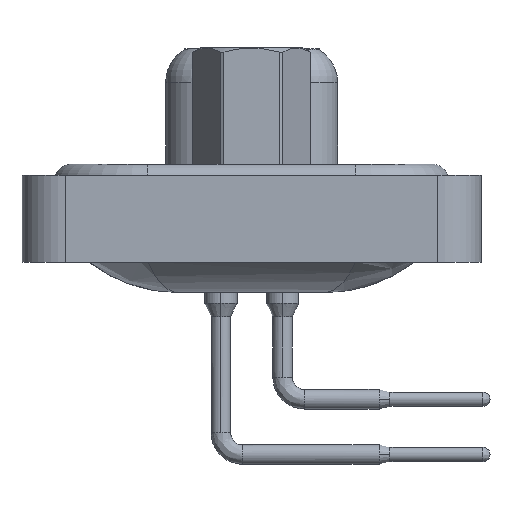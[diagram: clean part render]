
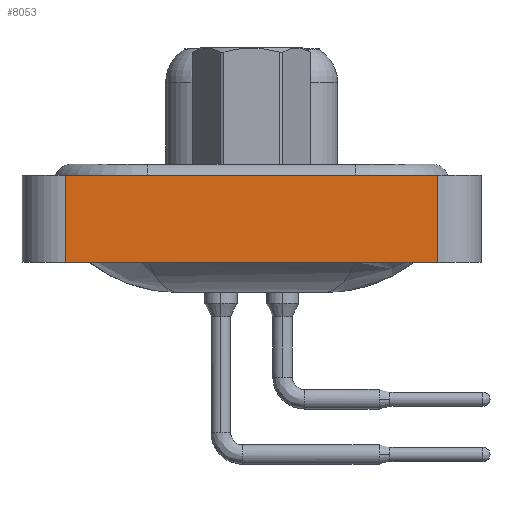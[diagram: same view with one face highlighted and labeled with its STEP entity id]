
A CAD part, left-side view. The second image highlights one B-rep face of the part: STEP entity #8053.
In plain terms, the highlighted planar face has unit normal (-1, 0, 0).
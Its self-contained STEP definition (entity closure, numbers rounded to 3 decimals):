
#765 = ORIENTED_EDGE ( 'NONE', *, *, #7992, .F. ) ;
#1008 = DIRECTION ( 'NONE',  ( 0., 0., 1. ) ) ;
#1386 = AXIS2_PLACEMENT_3D ( 'NONE', #10134, #6395, #19589 ) ;
#1745 = EDGE_CURVE ( 'NONE', #10009, #16687, #18377, .T. ) ;
#1836 = LINE ( 'NONE', #20085, #21324 ) ;
#1884 = VECTOR ( 'NONE', #9719, 1000. ) ;
#2132 = ORIENTED_EDGE ( 'NONE', *, *, #9315, .T. ) ;
#2508 = CARTESIAN_POINT ( 'NONE',  ( -7.285, 8.55, -3.6 ) ) ;
#3903 = VECTOR ( 'NONE', #7649, 1000. ) ;
#4810 = EDGE_LOOP ( 'NONE', ( #22949, #765, #14071, #2132 ) ) ;
#5499 = VERTEX_POINT ( 'NONE', #2508 ) ;
#6395 = DIRECTION ( 'NONE',  ( -1., 0., 0. ) ) ;
#7649 = DIRECTION ( 'NONE',  ( 0., 0., 1. ) ) ;
#7992 = EDGE_CURVE ( 'NONE', #14338, #16687, #21974, .T. ) ;
#8053 = ADVANCED_FACE ( 'NONE', ( #21375 ), #13925, .T. ) ;
#8659 = EDGE_CURVE ( 'NONE', #5499, #14338, #13136, .T. ) ;
#9315 = EDGE_CURVE ( 'NONE', #5499, #10009, #1836, .T. ) ;
#9719 = DIRECTION ( 'NONE',  ( 0., -1., 0. ) ) ;
#10009 = VERTEX_POINT ( 'NONE', #10519 ) ;
#10134 = CARTESIAN_POINT ( 'NONE',  ( -7.285, -8.55, -3.6 ) ) ;
#10519 = CARTESIAN_POINT ( 'NONE',  ( -7.285, -8.55, -3.6 ) ) ;
#12624 = DIRECTION ( 'NONE',  ( 0., -1., 0. ) ) ;
#13136 = LINE ( 'NONE', #23630, #21349 ) ;
#13759 = CARTESIAN_POINT ( 'NONE',  ( -7.285, -8.55, 0.4 ) ) ;
#13925 = PLANE ( 'NONE',  #1386 ) ;
#14071 = ORIENTED_EDGE ( 'NONE', *, *, #8659, .F. ) ;
#14338 = VERTEX_POINT ( 'NONE', #16631 ) ;
#16631 = CARTESIAN_POINT ( 'NONE',  ( -7.285, 8.55, 0.4 ) ) ;
#16687 = VERTEX_POINT ( 'NONE', #13759 ) ;
#18377 = LINE ( 'NONE', #22718, #3903 ) ;
#19589 = DIRECTION ( 'NONE',  ( 0., 0., 1. ) ) ;
#20085 = CARTESIAN_POINT ( 'NONE',  ( -7.285, -8.55, -3.6 ) ) ;
#21324 = VECTOR ( 'NONE', #12624, 1000. ) ;
#21349 = VECTOR ( 'NONE', #1008, 1000. ) ;
#21375 = FACE_OUTER_BOUND ( 'NONE', #4810, .T. ) ;
#21974 = LINE ( 'NONE', #22877, #1884 ) ;
#22718 = CARTESIAN_POINT ( 'NONE',  ( -7.285, -8.55, -3.6 ) ) ;
#22877 = CARTESIAN_POINT ( 'NONE',  ( -7.285, -8.55, 0.4 ) ) ;
#22949 = ORIENTED_EDGE ( 'NONE', *, *, #1745, .T. ) ;
#23630 = CARTESIAN_POINT ( 'NONE',  ( -7.285, 8.55, -3.6 ) ) ;
